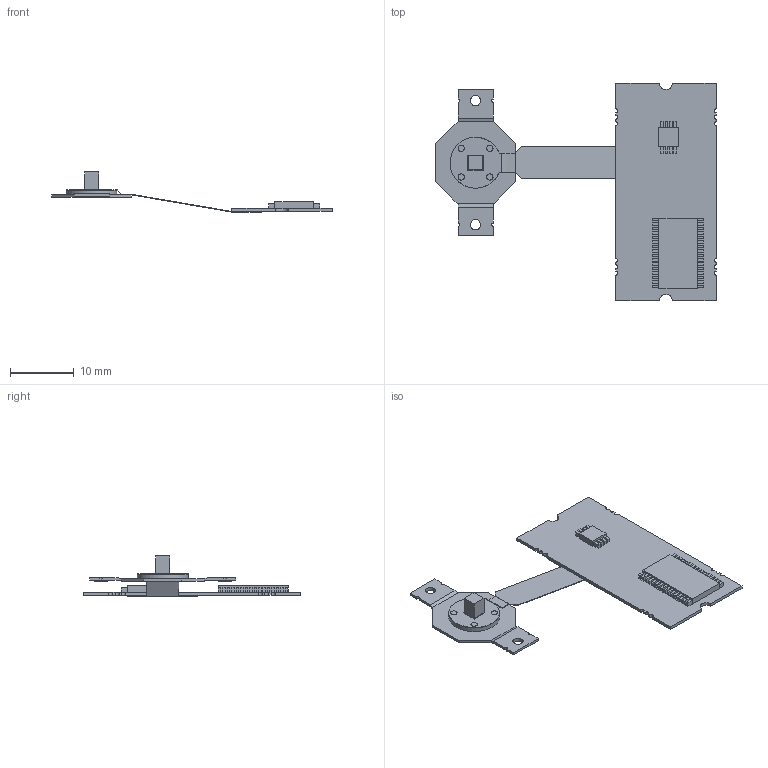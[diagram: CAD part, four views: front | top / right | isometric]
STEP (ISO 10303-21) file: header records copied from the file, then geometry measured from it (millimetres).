
FILE_DESCRIPTION(('Open CASCADE Model'),'2;1');
FILE_NAME('Open CASCADE Shape Model','2024-06-23T00:36:32',('Author'),( 'Open CASCADE'),'Open CASCADE STEP processor 7.7','Open CASCADE 7.7' ,'Unknown');
FILE_SCHEMA(('AUTOMOTIVE_DESIGN { 1 0 10303 214 1 1 1 1 }'));
Length unit declared in the file: millimetre
Products named in the file (80): =>[0:1:1:2]; TrackPoint: T460S; TP Sensor; Metal Frame; SOLID; Round Platform; White Cap Adapter; Platform Screws; TP FPC Cable; TP PCB; Board; Solder Pads; Large Chip; Body; Legs; Small Chip
Assembly tree (79 placements, depth 6):
  =>[0:1:1:2]
    TrackPoint: T460S
      TP Sensor
        Metal Frame
          SOLID
        Round Platform
          SOLID
        White Cap Adapter
          SOLID
        Platform Screws
          SOLID
          SOLID
          SOLID
          SOLID
      TP FPC Cable
        SOLID
      TP PCB
        Board
          SOLID
        Solder Pads
          SOLID
          SOLID
          SOLID
          SOLID
          SOLID
          SOLID
          SOLID
          SOLID
          SOLID
          SOLID
          SOLID
          SOLID
        Large Chip
          Body
            SOLID
          Legs
            SOLID
            SOLID
            SOLID
            SOLID
            SOLID
            SOLID
            SOLID
            SOLID
            SOLID
            SOLID
            SOLID
            SOLID
            SOLID
            SOLID
            SOLID
            SOLID
            SOLID
            SOLID
            SOLID
            SOLID
            SOLID
            SOLID
            SOLID
            SOLID
Bounding box: 44.07 x 34.2 x 6.3 mm (x, y, z)
Volume: 495.9 mm3; surface area: 2434.2 mm2
Topology: 63 solids, 63 shells, 529 faces, 1156 edges, 767 vertices
Faces by surface type: plane 489, cylinder 36, cone 4
Full cylindrical faces by diameter (mm): 1 x12, 1.6 x2, 2 x2, 8 x1
Entity records: 31045 total; most frequent: CARTESIAN_POINT 5180, DIRECTION 4576, LINE 3156, VECTOR 3156, ORIENTED_EDGE 2312, PCURVE 2312, DEFINITIONAL_REPRESENTATION 2312, EDGE_CURVE 1156
